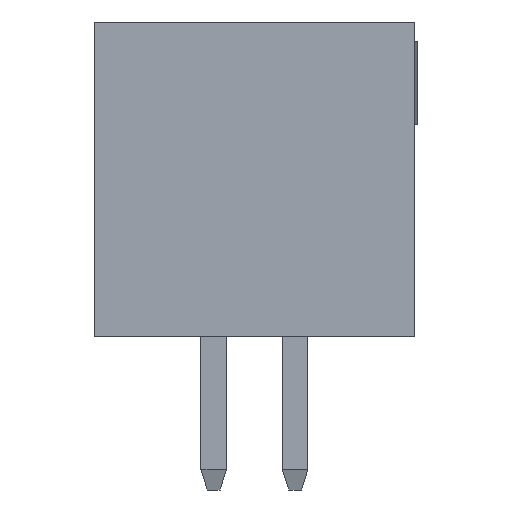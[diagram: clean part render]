
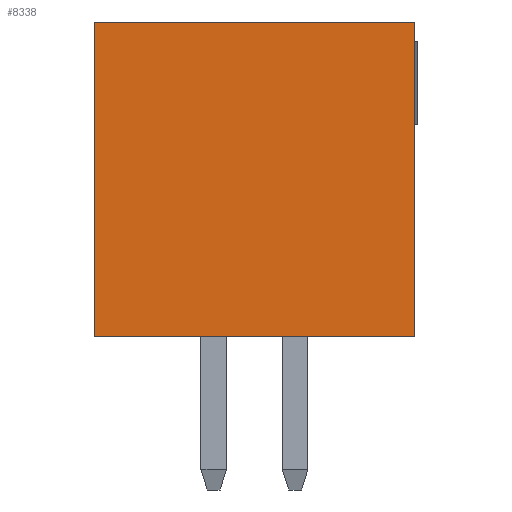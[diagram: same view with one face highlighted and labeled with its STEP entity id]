
A CAD part, left-side view. The second image highlights one B-rep face of the part: STEP entity #8338.
In plain terms, the highlighted planar face has unit normal (-1, 0, 0).
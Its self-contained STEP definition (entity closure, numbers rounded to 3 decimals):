
#1221=ORIENTED_EDGE('',*,*,#2401,.F.);
#1222=ORIENTED_EDGE('',*,*,#2382,.F.);
#1223=ORIENTED_EDGE('',*,*,#1931,.T.);
#1224=ORIENTED_EDGE('',*,*,#2562,.T.);
#1931=EDGE_CURVE('',#2832,#2831,#3411,.T.);
#2382=EDGE_CURVE('',#2832,#3148,#3862,.T.);
#2401=EDGE_CURVE('',#3148,#3155,#3881,.T.);
#2562=EDGE_CURVE('',#2831,#3155,#4042,.T.);
#2831=VERTEX_POINT('',#10385);
#2832=VERTEX_POINT('',#10387);
#3148=VERTEX_POINT('',#11276);
#3155=VERTEX_POINT('',#11303);
#3411=LINE('',#10386,#4311);
#3862=LINE('',#11275,#4762);
#3881=LINE('',#11302,#4781);
#4042=LINE('',#11622,#4942);
#4311=VECTOR('',#8824,1000.);
#4762=VECTOR('',#9519,1000.);
#4781=VECTOR('',#9540,1000.);
#4942=VECTOR('',#9783,1000.);
#5392=EDGE_LOOP('',(#1221,#1222,#1223,#1224));
#5718=FACE_BOUND('',#5392,.T.);
#6019=PLANE('',#8650);
#8338=ADVANCED_FACE('',(#5718),#6019,.T.);
#8650=AXIS2_PLACEMENT_3D('',#11623,#9784,#9785);
#8824=DIRECTION('',(0.,0.,1.));
#9519=DIRECTION('',(0.,1.,0.));
#9540=DIRECTION('',(0.,0.,1.));
#9783=DIRECTION('',(0.,1.,0.));
#9784=DIRECTION('',(-1.,0.,0.));
#9785=DIRECTION('',(0.,0.,1.));
#10385=CARTESIAN_POINT('',(-10.795,-2.5,2.45));
#10386=CARTESIAN_POINT('',(-10.795,-2.5,-2.45));
#10387=CARTESIAN_POINT('',(-10.795,-2.5,-2.45));
#11275=CARTESIAN_POINT('',(-10.795,-2.5,-2.45));
#11276=CARTESIAN_POINT('',(-10.795,2.5,-2.45));
#11302=CARTESIAN_POINT('',(-10.795,2.5,-2.45));
#11303=CARTESIAN_POINT('',(-10.795,2.5,2.45));
#11622=CARTESIAN_POINT('',(-10.795,-2.5,2.45));
#11623=CARTESIAN_POINT('',(-10.795,-2.5,-2.45));
